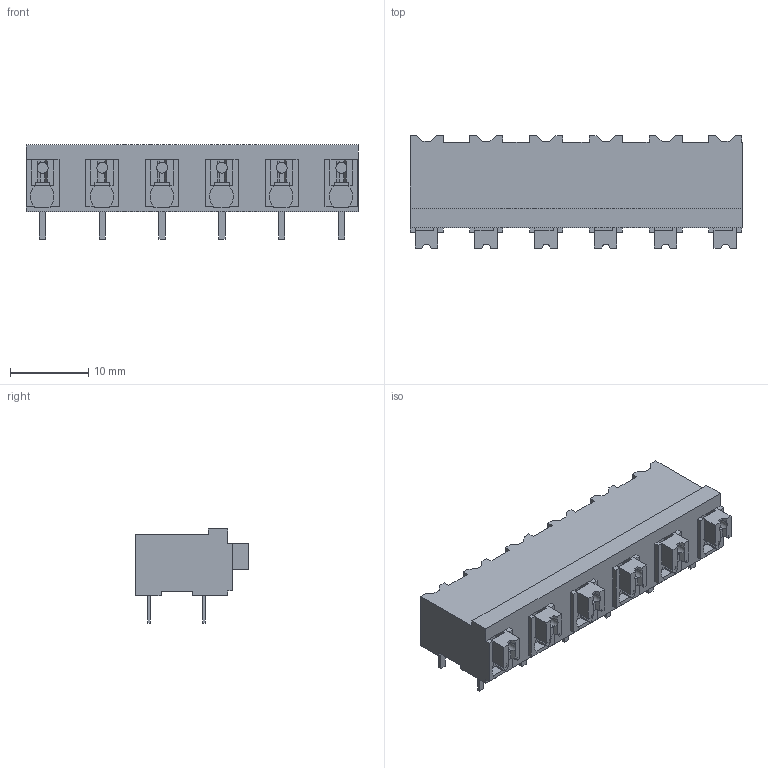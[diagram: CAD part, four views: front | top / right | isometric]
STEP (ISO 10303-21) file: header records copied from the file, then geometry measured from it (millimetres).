
FILE_DESCRIPTION(('CATIA V5 STEP Exchange','CAx-IF Rec.Pracs.--- Model Styling and Organization---1.2---2011-12-15'),'2;1');
FILE_NAME ('D1456820_0_1824990000_1824990000.stp','2018-03-15T11:23:51+00:00',('none'),('Weidmueller'),'CATIA Version 5-6 Release 2014','CATIA V5 STEP AP214','none');
FILE_SCHEMA(('AUTOMOTIVE_DESIGN { 1 0 10303 214 1 1 1 1 }'));
Length unit declared in the file: millimetre
Products named in the file (1): 1824990000
Bounding box: 42.32 x 14.3 x 12 mm (x, y, z)
Volume: 3570.3 mm3; surface area: 2875.1 mm2
Topology: 19 solids, 19 shells, 539 faces, 1530 edges, 1028 vertices
Faces by surface type: plane 491, cylinder 48
Entity records: 15840 total; most frequent: ORIENTED_EDGE 3060, CARTESIAN_POINT 3004, DIRECTION 1976, EDGE_CURVE 1530, VECTOR 1398, LINE 1398, VERTEX_POINT 1028, EDGE_LOOP 550
